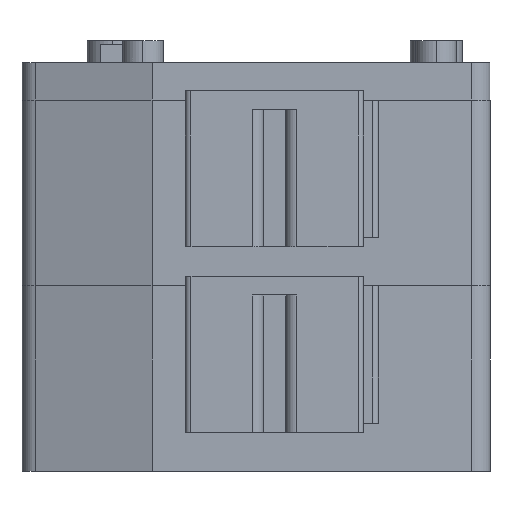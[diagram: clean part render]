
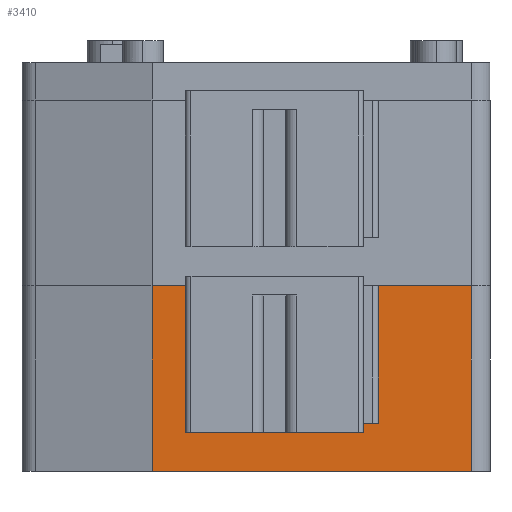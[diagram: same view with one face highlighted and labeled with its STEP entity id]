
A CAD part, left-side view. The second image highlights one B-rep face of the part: STEP entity #3410.
In plain terms, the highlighted planar face has unit normal (-1, 0, 0).
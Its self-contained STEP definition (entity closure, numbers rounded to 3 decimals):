
#109 = EDGE_CURVE ( 'NONE', #2802, #8270, #1439, .T. ) ;
#213 = ORIENTED_EDGE ( 'NONE', *, *, #8157, .T. ) ;
#296 = CARTESIAN_POINT ( 'NONE',  ( 0., 3., 5. ) ) ;
#321 = ORIENTED_EDGE ( 'NONE', *, *, #5489, .T. ) ;
#710 = VERTEX_POINT ( 'NONE', #1456 ) ;
#733 = EDGE_CURVE ( 'NONE', #7266, #7534, #3377, .T. ) ;
#801 = CARTESIAN_POINT ( 'NONE',  ( 0., 7.85, 5. ) ) ;
#862 = VECTOR ( 'NONE', #4899, 1000. ) ;
#1017 = CARTESIAN_POINT ( 'NONE',  ( 0., 0.5, 5. ) ) ;
#1056 = ORIENTED_EDGE ( 'NONE', *, *, #733, .T. ) ;
#1267 = LINE ( 'NONE', #4363, #7256 ) ;
#1345 = DIRECTION ( 'NONE',  ( 0., 1., 0. ) ) ;
#1432 = VECTOR ( 'NONE', #1345, 1000. ) ;
#1439 = LINE ( 'NONE', #801, #6671 ) ;
#1456 = CARTESIAN_POINT ( 'NONE',  ( 0., 0.5, 0. ) ) ;
#1481 = ORIENTED_EDGE ( 'NONE', *, *, #7237, .T. ) ;
#1641 = LINE ( 'NONE', #5485, #862 ) ;
#1890 = DIRECTION ( 'NONE',  ( -1., 0., 0. ) ) ;
#2154 = VERTEX_POINT ( 'NONE', #6147 ) ;
#2484 = ORIENTED_EDGE ( 'NONE', *, *, #2812, .F. ) ;
#2756 = ORIENTED_EDGE ( 'NONE', *, *, #7977, .T. ) ;
#2766 = CARTESIAN_POINT ( 'NONE',  ( 0., 3., 5. ) ) ;
#2801 = CARTESIAN_POINT ( 'NONE',  ( 0., 7.85, 1.3 ) ) ;
#2802 = VERTEX_POINT ( 'NONE', #5444 ) ;
#2812 = EDGE_CURVE ( 'NONE', #7266, #710, #1641, .T. ) ;
#3050 = PLANE ( 'NONE',  #3720 ) ;
#3068 = LINE ( 'NONE', #5599, #4493 ) ;
#3233 = VERTEX_POINT ( 'NONE', #7614 ) ;
#3307 = EDGE_LOOP ( 'NONE', ( #321, #5453, #2756, #213, #6484, #2484, #1056, #1481 ) ) ;
#3356 = DIRECTION ( 'NONE',  ( 0., 0., -1. ) ) ;
#3377 = LINE ( 'NONE', #5204, #7389 ) ;
#3410 = ADVANCED_FACE ( 'NONE', ( #7565 ), #3050, .T. ) ;
#3552 = VERTEX_POINT ( 'NONE', #3877 ) ;
#3600 = CARTESIAN_POINT ( 'NONE',  ( 0., 7.85, 0. ) ) ;
#3720 = AXIS2_PLACEMENT_3D ( 'NONE', #8145, #1890, #7642 ) ;
#3785 = DIRECTION ( 'NONE',  ( 0., 1., 0. ) ) ;
#3877 = CARTESIAN_POINT ( 'NONE',  ( 0., 9.1, 0. ) ) ;
#3955 = VECTOR ( 'NONE', #4847, 1000. ) ;
#4015 = VECTOR ( 'NONE', #7286, 1000. ) ;
#4017 = DIRECTION ( 'NONE',  ( 0., 1., 0. ) ) ;
#4290 = EDGE_CURVE ( 'NONE', #710, #3552, #4679, .T. ) ;
#4363 = CARTESIAN_POINT ( 'NONE',  ( 0., 3., 1.3 ) ) ;
#4493 = VECTOR ( 'NONE', #8123, 1000. ) ;
#4679 = LINE ( 'NONE', #3600, #4015 ) ;
#4847 = DIRECTION ( 'NONE',  ( 0., 0., -1. ) ) ;
#4899 = DIRECTION ( 'NONE',  ( 0., 0., -1. ) ) ;
#5204 = CARTESIAN_POINT ( 'NONE',  ( 0., 0.5, 5. ) ) ;
#5430 = CARTESIAN_POINT ( 'NONE',  ( 0., 7.85, 5. ) ) ;
#5444 = CARTESIAN_POINT ( 'NONE',  ( 0., 7.85, 5. ) ) ;
#5453 = ORIENTED_EDGE ( 'NONE', *, *, #109, .F. ) ;
#5485 = CARTESIAN_POINT ( 'NONE',  ( 0., 0.5, 5. ) ) ;
#5489 = EDGE_CURVE ( 'NONE', #2154, #8270, #1267, .T. ) ;
#5599 = CARTESIAN_POINT ( 'NONE',  ( 0., 9.1, 5. ) ) ;
#6147 = CARTESIAN_POINT ( 'NONE',  ( 0., 3., 1.3 ) ) ;
#6484 = ORIENTED_EDGE ( 'NONE', *, *, #4290, .F. ) ;
#6671 = VECTOR ( 'NONE', #3356, 1000. ) ;
#6725 = LINE ( 'NONE', #5430, #1432 ) ;
#7237 = EDGE_CURVE ( 'NONE', #7534, #2154, #7339, .T. ) ;
#7256 = VECTOR ( 'NONE', #3785, 1000. ) ;
#7266 = VERTEX_POINT ( 'NONE', #1017 ) ;
#7286 = DIRECTION ( 'NONE',  ( 0., 1., 0. ) ) ;
#7339 = LINE ( 'NONE', #296, #3955 ) ;
#7389 = VECTOR ( 'NONE', #4017, 1000. ) ;
#7534 = VERTEX_POINT ( 'NONE', #2766 ) ;
#7565 = FACE_OUTER_BOUND ( 'NONE', #3307, .T. ) ;
#7614 = CARTESIAN_POINT ( 'NONE',  ( 0., 9.1, 5. ) ) ;
#7642 = DIRECTION ( 'NONE',  ( 0., 0., 1. ) ) ;
#7977 = EDGE_CURVE ( 'NONE', #2802, #3233, #6725, .T. ) ;
#8123 = DIRECTION ( 'NONE',  ( 0., 0., -1. ) ) ;
#8145 = CARTESIAN_POINT ( 'NONE',  ( 0., 7.85, 5. ) ) ;
#8157 = EDGE_CURVE ( 'NONE', #3233, #3552, #3068, .T. ) ;
#8270 = VERTEX_POINT ( 'NONE', #2801 ) ;
